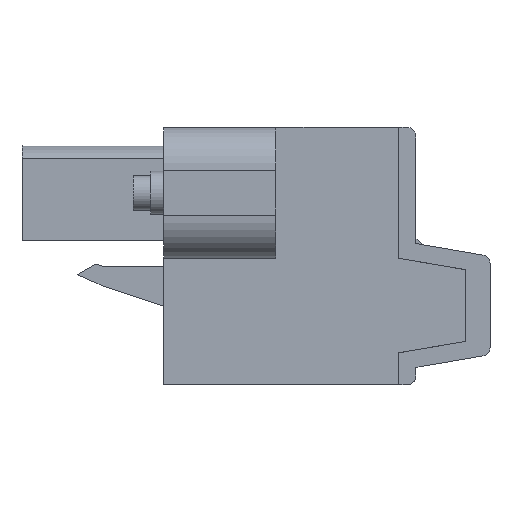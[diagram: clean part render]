
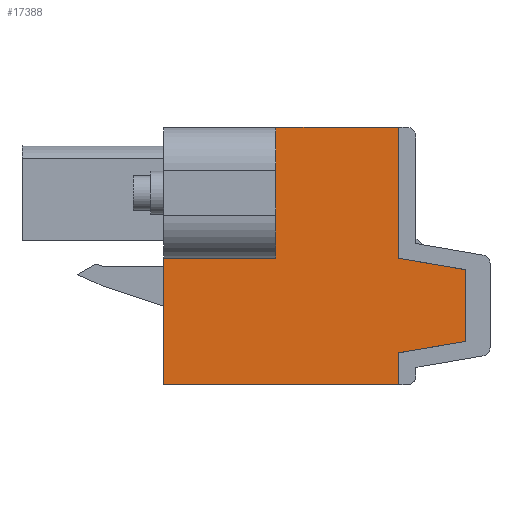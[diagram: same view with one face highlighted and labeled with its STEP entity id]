
A CAD part, left-side view. The second image highlights one B-rep face of the part: STEP entity #17388.
In plain terms, the highlighted planar face has unit normal (-1, 0, 0).
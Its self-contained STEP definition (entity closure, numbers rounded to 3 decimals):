
#356=LINE('',#24942,#2652);
#369=LINE('',#24996,#2665);
#371=LINE('',#25004,#2667);
#372=LINE('',#25005,#2668);
#373=LINE('',#25007,#2669);
#374=LINE('',#25009,#2670);
#375=LINE('',#25011,#2671);
#376=LINE('',#25013,#2672);
#377=LINE('',#25015,#2673);
#378=LINE('',#25017,#2674);
#2652=VECTOR('',#20194,1000.);
#2665=VECTOR('',#20241,1000.);
#2667=VECTOR('',#20249,1000.);
#2668=VECTOR('',#20250,1000.);
#2669=VECTOR('',#20251,1000.);
#2670=VECTOR('',#20252,1000.);
#2671=VECTOR('',#20253,1000.);
#2672=VECTOR('',#20254,1000.);
#2673=VECTOR('',#20255,1000.);
#2674=VECTOR('',#20256,1000.);
#4987=ORIENTED_EDGE('',*,*,#10066,.F.);
#4988=ORIENTED_EDGE('',*,*,#10070,.T.);
#4989=ORIENTED_EDGE('',*,*,#10041,.F.);
#4990=ORIENTED_EDGE('',*,*,#10071,.F.);
#4991=ORIENTED_EDGE('',*,*,#10072,.F.);
#4992=ORIENTED_EDGE('',*,*,#10073,.F.);
#4993=ORIENTED_EDGE('',*,*,#10074,.F.);
#4994=ORIENTED_EDGE('',*,*,#10075,.F.);
#4995=ORIENTED_EDGE('',*,*,#10076,.F.);
#4996=ORIENTED_EDGE('',*,*,#10077,.F.);
#10041=EDGE_CURVE('',#12583,#12584,#356,.T.);
#10066=EDGE_CURVE('',#12607,#12608,#369,.T.);
#10070=EDGE_CURVE('',#12607,#12584,#371,.T.);
#10071=EDGE_CURVE('',#12611,#12583,#372,.T.);
#10072=EDGE_CURVE('',#12612,#12611,#373,.T.);
#10073=EDGE_CURVE('',#12613,#12612,#374,.T.);
#10074=EDGE_CURVE('',#12614,#12613,#375,.T.);
#10075=EDGE_CURVE('',#12615,#12614,#376,.T.);
#10076=EDGE_CURVE('',#12616,#12615,#377,.T.);
#10077=EDGE_CURVE('',#12608,#12616,#378,.T.);
#12583=VERTEX_POINT('',#24941);
#12584=VERTEX_POINT('',#24943);
#12607=VERTEX_POINT('',#24995);
#12608=VERTEX_POINT('',#24997);
#12611=VERTEX_POINT('',#25006);
#12612=VERTEX_POINT('',#25008);
#12613=VERTEX_POINT('',#25010);
#12614=VERTEX_POINT('',#25012);
#12615=VERTEX_POINT('',#25014);
#12616=VERTEX_POINT('',#25016);
#14442=EDGE_LOOP('',(#4987,#4988,#4989,#4990,#4991,#4992,#4993,#4994,#4995,
#4996));
#15514=FACE_BOUND('',#14442,.T.);
#16577=PLANE('',#18950);
#17388=ADVANCED_FACE('',(#15514),#16577,.F.);
#18950=AXIS2_PLACEMENT_3D('',#25003,#20247,#20248);
#20194=DIRECTION('',(0.,0.,1.));
#20241=DIRECTION('',(0.,0.,1.));
#20247=DIRECTION('',(1.,0.,0.));
#20248=DIRECTION('',(0.,0.,-1.));
#20249=DIRECTION('',(0.,1.,0.));
#20250=DIRECTION('',(0.,1.,0.));
#20251=DIRECTION('',(0.,0.,-1.));
#20252=DIRECTION('',(0.,0.986,-0.169));
#20253=DIRECTION('',(0.,0.,-1.));
#20254=DIRECTION('',(0.,-0.986,-0.169));
#20255=DIRECTION('',(0.,0.,-1.));
#20256=DIRECTION('',(0.,-1.,0.));
#24941=CARTESIAN_POINT('',(-17.78,6.805,-7.45));
#24942=CARTESIAN_POINT('',(-17.78,6.805,-7.45));
#24943=CARTESIAN_POINT('',(-17.78,6.805,-0.13));
#24995=CARTESIAN_POINT('',(-17.78,0.305,-0.13));
#24996=CARTESIAN_POINT('',(-17.78,0.305,-0.13));
#24997=CARTESIAN_POINT('',(-17.78,0.305,7.45));
#25003=CARTESIAN_POINT('',(-17.78,0.,0.));
#25004=CARTESIAN_POINT('',(-17.78,0.305,-0.13));
#25005=CARTESIAN_POINT('',(-17.78,-6.805,-7.45));
#25006=CARTESIAN_POINT('',(-17.78,-6.805,-7.45));
#25007=CARTESIAN_POINT('',(-17.78,-6.805,-5.61));
#25008=CARTESIAN_POINT('',(-17.78,-6.805,-5.61));
#25009=CARTESIAN_POINT('',(-17.78,-10.688,-4.945));
#25010=CARTESIAN_POINT('',(-17.78,-10.688,-4.945));
#25011=CARTESIAN_POINT('',(-17.78,-10.688,-0.795));
#25012=CARTESIAN_POINT('',(-17.78,-10.688,-0.795));
#25013=CARTESIAN_POINT('',(-17.78,-6.805,-0.13));
#25014=CARTESIAN_POINT('',(-17.78,-6.805,-0.13));
#25015=CARTESIAN_POINT('',(-17.78,-6.805,7.45));
#25016=CARTESIAN_POINT('',(-17.78,-6.805,7.45));
#25017=CARTESIAN_POINT('',(-17.78,6.805,7.45));
